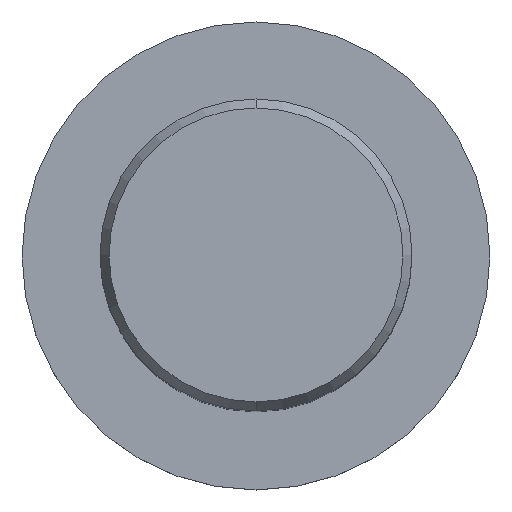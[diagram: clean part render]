
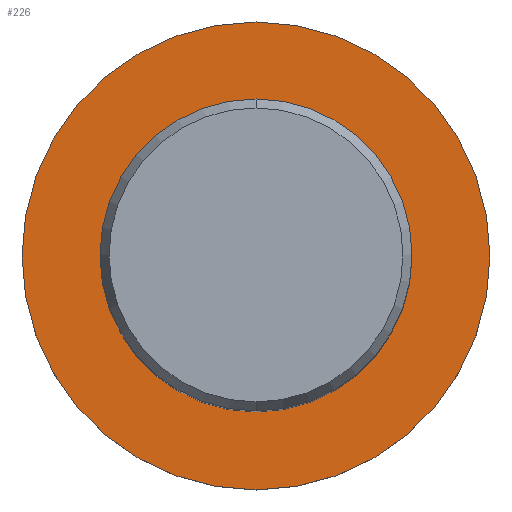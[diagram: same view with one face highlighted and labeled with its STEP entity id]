
A CAD part, top view. The second image highlights one B-rep face of the part: STEP entity #226.
In plain terms, the highlighted planar face has unit normal (0, 0, 1).
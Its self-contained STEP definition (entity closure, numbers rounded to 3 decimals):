
#218=VERTEX_POINT('',#555);
#226=ADVANCED_FACE('',(#564,#565),#566,.T.);
#266=VERTEX_POINT('',#608);
#270=VERTEX_POINT('',#612);
#370=EDGE_CURVE('',#498,#218,#722,.T.);
#444=EDGE_CURVE('',#266,#270,#805,.T.);
#474=EDGE_CURVE('',#218,#498,#837,.T.);
#482=EDGE_CURVE('',#270,#266,#845,.T.);
#498=VERTEX_POINT('',#862);
#555=CARTESIAN_POINT('',(0.0,24.0,-60.0));
#564=FACE_BOUND('',#945,.T.);
#565=FACE_OUTER_BOUND('',#946,.T.);
#566=PLANE('',#947);
#608=CARTESIAN_POINT('',(0.0,16.0,-60.0));
#612=CARTESIAN_POINT('',(0.,-16.0,-60.0));
#722=CIRCLE('',#1321,24.0);
#805=CIRCLE('',#1497,16.0);
#837=CIRCLE('',#1550,24.0);
#845=CIRCLE('',#1561,16.0);
#862=CARTESIAN_POINT('',(0.,-24.0,-60.0));
#945=EDGE_LOOP('',(#1659,#1660));
#946=EDGE_LOOP('',(#1661,#1662));
#947=AXIS2_PLACEMENT_3D('',#1663,#1664,#1665);
#1321=AXIS2_PLACEMENT_3D('',#1832,#1833,#1834);
#1497=AXIS2_PLACEMENT_3D('',#1936,#1937,#1938);
#1550=AXIS2_PLACEMENT_3D('',#1970,#1971,#1972);
#1561=AXIS2_PLACEMENT_3D('',#1979,#1980,#1981);
#1659=ORIENTED_EDGE('',*,*,#444,.T.);
#1660=ORIENTED_EDGE('',*,*,#482,.T.);
#1661=ORIENTED_EDGE('',*,*,#474,.F.);
#1662=ORIENTED_EDGE('',*,*,#370,.F.);
#1663=CARTESIAN_POINT('',(0.0,12.0,-60.0));
#1664=DIRECTION('',(-0.0,0.0,1.0));
#1665=DIRECTION('',(0.0,-1.0,0.0));
#1832=CARTESIAN_POINT('',(0.0,0.0,-60.0));
#1833=DIRECTION('',(0.0,0.0,-1.0));
#1834=DIRECTION('',(0.0,1.0,0.0));
#1936=CARTESIAN_POINT('',(0.0,0.0,-60.0));
#1937=DIRECTION('',(-0.0,0.0,-1.0));
#1938=DIRECTION('',(0.0,1.0,0.0));
#1970=CARTESIAN_POINT('',(0.0,0.0,-60.0));
#1971=DIRECTION('',(0.0,0.0,-1.0));
#1972=DIRECTION('',(0.0,1.0,0.0));
#1979=CARTESIAN_POINT('',(0.0,0.0,-60.0));
#1980=DIRECTION('',(-0.0,0.0,-1.0));
#1981=DIRECTION('',(0.0,1.0,0.0));
